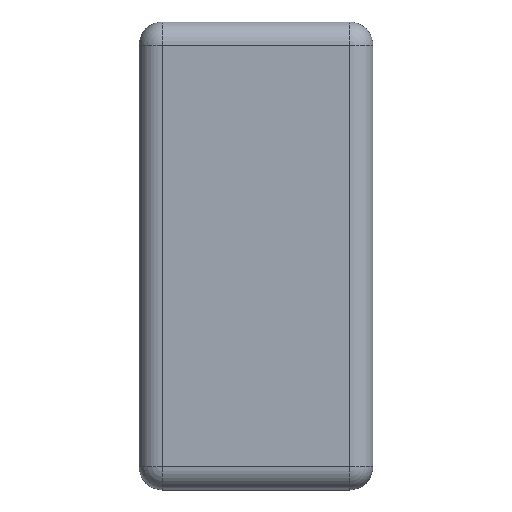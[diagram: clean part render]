
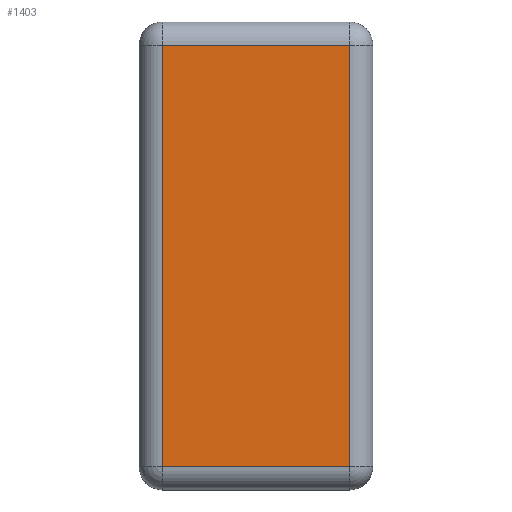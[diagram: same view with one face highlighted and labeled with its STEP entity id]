
A CAD part, top view. The second image highlights one B-rep face of the part: STEP entity #1403.
In plain terms, the highlighted planar face has unit normal (0, 0, 1).
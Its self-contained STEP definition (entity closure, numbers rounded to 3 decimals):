
#164 = CYLINDRICAL_SURFACE('',#165,2.54);
#165 = AXIS2_PLACEMENT_3D('',#166,#167,#168);
#166 = CARTESIAN_POINT('',(10.16,22.86,7.62));
#167 = DIRECTION('',(-1.,-0.,-0.));
#168 = DIRECTION('',(0.,1.,0.));
#229 = VERTEX_POINT('',#230);
#230 = CARTESIAN_POINT('',(-10.16,22.86,10.16));
#268 = CYLINDRICAL_SURFACE('',#269,2.54);
#269 = AXIS2_PLACEMENT_3D('',#270,#271,#272);
#270 = CARTESIAN_POINT('',(-10.16,22.86,7.62));
#271 = DIRECTION('',(0.,-1.,0.));
#272 = DIRECTION('',(-1.,0.,0.));
#695 = VERTEX_POINT('',#696);
#696 = CARTESIAN_POINT('',(10.16,22.86,10.16));
#723 = EDGE_CURVE('',#695,#229,#724,.T.);
#724 = SURFACE_CURVE('',#725,(#729,#736),.PCURVE_S1.);
#725 = LINE('',#726,#727);
#726 = CARTESIAN_POINT('',(10.16,22.86,10.16));
#727 = VECTOR('',#728,1.);
#728 = DIRECTION('',(-1.,-0.,-0.));
#729 = PCURVE('',#164,#730);
#730 = DEFINITIONAL_REPRESENTATION('',(#731),#735);
#731 = LINE('',#732,#733);
#732 = CARTESIAN_POINT('',(-1.571,0.));
#733 = VECTOR('',#734,1.);
#734 = DIRECTION('',(-0.,1.));
#735 = ( GEOMETRIC_REPRESENTATION_CONTEXT(2) 
PARAMETRIC_REPRESENTATION_CONTEXT() REPRESENTATION_CONTEXT('2D SPACE',''
  ) );
#736 = PCURVE('',#737,#742);
#737 = PLANE('',#738);
#738 = AXIS2_PLACEMENT_3D('',#739,#740,#741);
#739 = CARTESIAN_POINT('',(0.,0.,10.16
    ));
#740 = DIRECTION('',(-0.,-0.,-1.));
#741 = DIRECTION('',(-1.,0.,0.));
#742 = DEFINITIONAL_REPRESENTATION('',(#743),#747);
#743 = LINE('',#744,#745);
#744 = CARTESIAN_POINT('',(-10.16,22.86));
#745 = VECTOR('',#746,1.);
#746 = DIRECTION('',(1.,0.));
#747 = ( GEOMETRIC_REPRESENTATION_CONTEXT(2) 
PARAMETRIC_REPRESENTATION_CONTEXT() REPRESENTATION_CONTEXT('2D SPACE',''
  ) );
#805 = EDGE_CURVE('',#229,#806,#808,.T.);
#806 = VERTEX_POINT('',#807);
#807 = CARTESIAN_POINT('',(-10.16,-22.86,10.16));
#808 = SURFACE_CURVE('',#809,(#813,#820),.PCURVE_S1.);
#809 = LINE('',#810,#811);
#810 = CARTESIAN_POINT('',(-10.16,22.86,10.16));
#811 = VECTOR('',#812,1.);
#812 = DIRECTION('',(0.,-1.,0.));
#813 = PCURVE('',#268,#814);
#814 = DEFINITIONAL_REPRESENTATION('',(#815),#819);
#815 = LINE('',#816,#817);
#816 = CARTESIAN_POINT('',(-1.571,0.));
#817 = VECTOR('',#818,1.);
#818 = DIRECTION('',(-0.,1.));
#819 = ( GEOMETRIC_REPRESENTATION_CONTEXT(2) 
PARAMETRIC_REPRESENTATION_CONTEXT() REPRESENTATION_CONTEXT('2D SPACE',''
  ) );
#820 = PCURVE('',#737,#821);
#821 = DEFINITIONAL_REPRESENTATION('',(#822),#826);
#822 = LINE('',#823,#824);
#823 = CARTESIAN_POINT('',(10.16,22.86));
#824 = VECTOR('',#825,1.);
#825 = DIRECTION('',(0.,-1.));
#826 = ( GEOMETRIC_REPRESENTATION_CONTEXT(2) 
PARAMETRIC_REPRESENTATION_CONTEXT() REPRESENTATION_CONTEXT('2D SPACE',''
  ) );
#946 = CYLINDRICAL_SURFACE('',#947,2.54);
#947 = AXIS2_PLACEMENT_3D('',#948,#949,#950);
#948 = CARTESIAN_POINT('',(10.16,-22.86,7.62));
#949 = DIRECTION('',(0.,1.,0.));
#950 = DIRECTION('',(1.,0.,0.));
#980 = CYLINDRICAL_SURFACE('',#981,2.54);
#981 = AXIS2_PLACEMENT_3D('',#982,#983,#984);
#982 = CARTESIAN_POINT('',(-10.16,-22.86,7.62));
#983 = DIRECTION('',(1.,0.,0.));
#984 = DIRECTION('',(0.,-1.,0.));
#1403 = ADVANCED_FACE('',(#1404),#737,.F.);
#1404 = FACE_BOUND('',#1405,.F.);
#1405 = EDGE_LOOP('',(#1406,#1407,#1408,#1431));
#1406 = ORIENTED_EDGE('',*,*,#805,.F.);
#1407 = ORIENTED_EDGE('',*,*,#723,.F.);
#1408 = ORIENTED_EDGE('',*,*,#1409,.F.);
#1409 = EDGE_CURVE('',#1410,#695,#1412,.T.);
#1410 = VERTEX_POINT('',#1411);
#1411 = CARTESIAN_POINT('',(10.16,-22.86,10.16));
#1412 = SURFACE_CURVE('',#1413,(#1417,#1424),.PCURVE_S1.);
#1413 = LINE('',#1414,#1415);
#1414 = CARTESIAN_POINT('',(10.16,-22.86,10.16));
#1415 = VECTOR('',#1416,1.);
#1416 = DIRECTION('',(0.,1.,0.));
#1417 = PCURVE('',#737,#1418);
#1418 = DEFINITIONAL_REPRESENTATION('',(#1419),#1423);
#1419 = LINE('',#1420,#1421);
#1420 = CARTESIAN_POINT('',(-10.16,-22.86));
#1421 = VECTOR('',#1422,1.);
#1422 = DIRECTION('',(0.,1.));
#1423 = ( GEOMETRIC_REPRESENTATION_CONTEXT(2) 
PARAMETRIC_REPRESENTATION_CONTEXT() REPRESENTATION_CONTEXT('2D SPACE',''
  ) );
#1424 = PCURVE('',#946,#1425);
#1425 = DEFINITIONAL_REPRESENTATION('',(#1426),#1430);
#1426 = LINE('',#1427,#1428);
#1427 = CARTESIAN_POINT('',(-1.571,0.));
#1428 = VECTOR('',#1429,1.);
#1429 = DIRECTION('',(-0.,1.));
#1430 = ( GEOMETRIC_REPRESENTATION_CONTEXT(2) 
PARAMETRIC_REPRESENTATION_CONTEXT() REPRESENTATION_CONTEXT('2D SPACE',''
  ) );
#1431 = ORIENTED_EDGE('',*,*,#1432,.F.);
#1432 = EDGE_CURVE('',#806,#1410,#1433,.T.);
#1433 = SURFACE_CURVE('',#1434,(#1438,#1445),.PCURVE_S1.);
#1434 = LINE('',#1435,#1436);
#1435 = CARTESIAN_POINT('',(-10.16,-22.86,10.16));
#1436 = VECTOR('',#1437,1.);
#1437 = DIRECTION('',(1.,0.,0.));
#1438 = PCURVE('',#737,#1439);
#1439 = DEFINITIONAL_REPRESENTATION('',(#1440),#1444);
#1440 = LINE('',#1441,#1442);
#1441 = CARTESIAN_POINT('',(10.16,-22.86));
#1442 = VECTOR('',#1443,1.);
#1443 = DIRECTION('',(-1.,0.));
#1444 = ( GEOMETRIC_REPRESENTATION_CONTEXT(2) 
PARAMETRIC_REPRESENTATION_CONTEXT() REPRESENTATION_CONTEXT('2D SPACE',''
  ) );
#1445 = PCURVE('',#980,#1446);
#1446 = DEFINITIONAL_REPRESENTATION('',(#1447),#1451);
#1447 = LINE('',#1448,#1449);
#1448 = CARTESIAN_POINT('',(-1.571,0.));
#1449 = VECTOR('',#1450,1.);
#1450 = DIRECTION('',(-0.,1.));
#1451 = ( GEOMETRIC_REPRESENTATION_CONTEXT(2) 
PARAMETRIC_REPRESENTATION_CONTEXT() REPRESENTATION_CONTEXT('2D SPACE',''
  ) );
